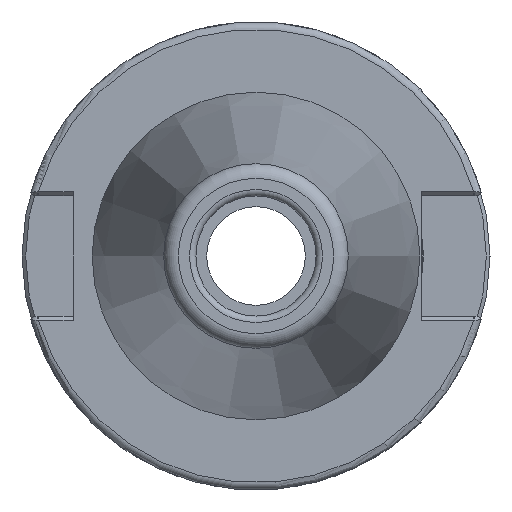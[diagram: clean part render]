
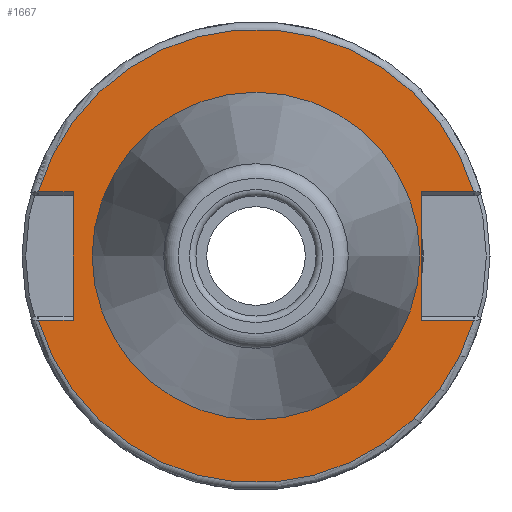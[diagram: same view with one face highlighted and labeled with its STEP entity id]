
A CAD part, left-side view. The second image highlights one B-rep face of the part: STEP entity #1667.
In plain terms, the highlighted planar face has unit normal (-1, 0, 0).
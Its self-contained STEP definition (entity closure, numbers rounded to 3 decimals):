
#15=FACE_BOUND('',#318,.T.);
#86=PLANE('',#1783);
#123=CIRCLE('',#1782,30.775);
#124=CIRCLE('',#1784,30.775);
#125=CIRCLE('',#1785,22.225);
#126=CIRCLE('',#1786,22.225);
#225=FACE_OUTER_BOUND('',#317,.T.);
#317=EDGE_LOOP('',(#1160,#1161,#1162,#1163,#1164,#1165,#1166,#1167));
#318=EDGE_LOOP('',(#1168,#1169));
#421=LINE('',#2666,#522);
#423=LINE('',#2734,#524);
#424=LINE('',#2736,#525);
#425=LINE('',#2740,#526);
#426=LINE('',#2742,#527);
#427=LINE('',#2743,#528);
#522=VECTOR('',#1968,10.);
#524=VECTOR('',#1986,10.);
#525=VECTOR('',#1987,10.);
#526=VECTOR('',#1990,10.);
#527=VECTOR('',#1991,10.);
#528=VECTOR('',#1992,10.);
#682=VERTEX_POINT('',#2659);
#685=VERTEX_POINT('',#2664);
#691=VERTEX_POINT('',#2712);
#693=VERTEX_POINT('',#2733);
#694=VERTEX_POINT('',#2735);
#695=VERTEX_POINT('',#2737);
#696=VERTEX_POINT('',#2739);
#697=VERTEX_POINT('',#2741);
#698=VERTEX_POINT('',#2744);
#699=VERTEX_POINT('',#2745);
#870=EDGE_CURVE('',#685,#682,#421,.T.);
#880=EDGE_CURVE('',#682,#691,#123,.T.);
#883=EDGE_CURVE('',#685,#693,#423,.T.);
#884=EDGE_CURVE('',#694,#693,#424,.T.);
#885=EDGE_CURVE('',#695,#694,#124,.T.);
#886=EDGE_CURVE('',#696,#695,#425,.T.);
#887=EDGE_CURVE('',#696,#697,#426,.T.);
#888=EDGE_CURVE('',#691,#697,#427,.T.);
#889=EDGE_CURVE('',#698,#699,#125,.T.);
#890=EDGE_CURVE('',#699,#698,#126,.T.);
#1160=ORIENTED_EDGE('',*,*,#870,.F.);
#1161=ORIENTED_EDGE('',*,*,#883,.T.);
#1162=ORIENTED_EDGE('',*,*,#884,.F.);
#1163=ORIENTED_EDGE('',*,*,#885,.F.);
#1164=ORIENTED_EDGE('',*,*,#886,.F.);
#1165=ORIENTED_EDGE('',*,*,#887,.T.);
#1166=ORIENTED_EDGE('',*,*,#888,.F.);
#1167=ORIENTED_EDGE('',*,*,#880,.F.);
#1168=ORIENTED_EDGE('',*,*,#889,.T.);
#1169=ORIENTED_EDGE('',*,*,#890,.T.);
#1667=ADVANCED_FACE('',(#225,#15),#86,.T.);
#1782=AXIS2_PLACEMENT_3D('',#2713,#1982,#1983);
#1783=AXIS2_PLACEMENT_3D('',#2732,#1984,#1985);
#1784=AXIS2_PLACEMENT_3D('',#2738,#1988,#1989);
#1785=AXIS2_PLACEMENT_3D('',#2746,#1993,#1994);
#1786=AXIS2_PLACEMENT_3D('',#2747,#1995,#1996);
#1968=DIRECTION('',(0.,-1.,0.));
#1982=DIRECTION('center_axis',(1.,0.,0.));
#1983=DIRECTION('ref_axis',(0.,0.,-1.));
#1984=DIRECTION('center_axis',(-1.,0.,0.));
#1985=DIRECTION('ref_axis',(0.,0.,1.));
#1986=DIRECTION('',(0.,0.,1.));
#1987=DIRECTION('',(0.,1.,0.));
#1988=DIRECTION('center_axis',(1.,0.,0.));
#1989=DIRECTION('ref_axis',(0.,0.,-1.));
#1990=DIRECTION('',(0.,1.,0.));
#1991=DIRECTION('',(0.,0.,-1.));
#1992=DIRECTION('',(0.,-1.,0.));
#1993=DIRECTION('center_axis',(1.,0.,0.));
#1994=DIRECTION('ref_axis',(0.,0.,-1.));
#1995=DIRECTION('center_axis',(1.,0.,0.));
#1996=DIRECTION('ref_axis',(0.,0.,-1.));
#2659=CARTESIAN_POINT('',(3.175,-29.523,-8.69));
#2664=CARTESIAN_POINT('',(3.175,-22.41,-8.69));
#2666=CARTESIAN_POINT('',(3.175,-4.878,-8.69));
#2712=CARTESIAN_POINT('',(3.175,29.523,-8.69));
#2713=CARTESIAN_POINT('Origin',(3.175,0.,
0.));
#2732=CARTESIAN_POINT('Origin',(3.175,30.775,0.));
#2733=CARTESIAN_POINT('',(3.175,-22.41,8.69));
#2734=CARTESIAN_POINT('',(3.175,-22.41,-4.095));
#2735=CARTESIAN_POINT('',(3.175,-29.523,8.69));
#2736=CARTESIAN_POINT('',(3.175,4.182,8.69));
#2737=CARTESIAN_POINT('',(3.175,29.523,8.69));
#2738=CARTESIAN_POINT('Origin',(3.175,0.,
0.));
#2739=CARTESIAN_POINT('',(3.175,24.8,8.69));
#2740=CARTESIAN_POINT('',(3.175,32.958,8.69));
#2741=CARTESIAN_POINT('',(3.175,24.8,-8.69));
#2742=CARTESIAN_POINT('',(3.175,24.8,4.095));
#2743=CARTESIAN_POINT('',(3.175,27.788,-8.69));
#2744=CARTESIAN_POINT('',(3.175,22.225,0.));
#2745=CARTESIAN_POINT('',(3.175,-22.225,0.));
#2746=CARTESIAN_POINT('Origin',(3.175,0.,
0.));
#2747=CARTESIAN_POINT('Origin',(3.175,0.,
0.));
